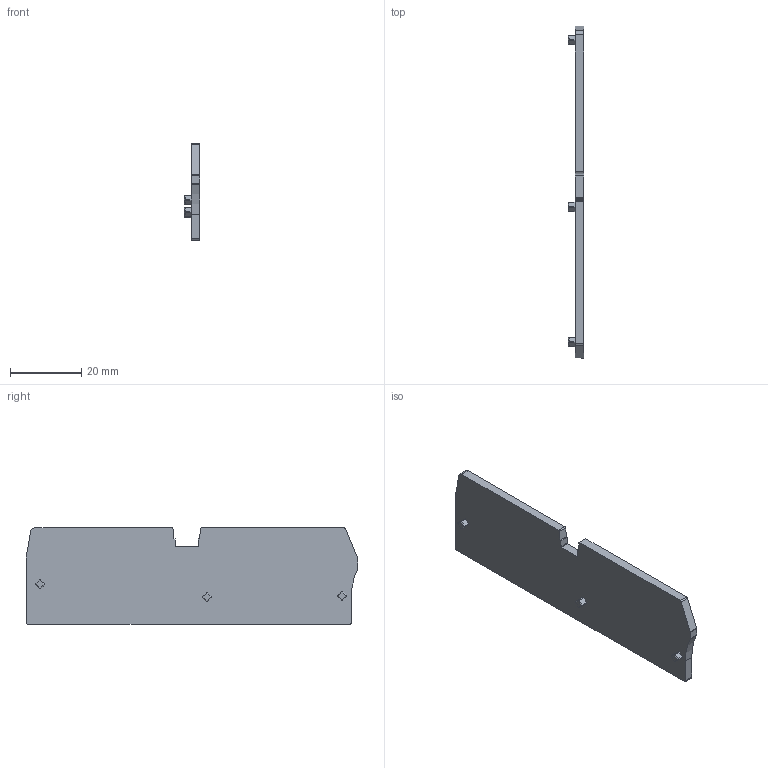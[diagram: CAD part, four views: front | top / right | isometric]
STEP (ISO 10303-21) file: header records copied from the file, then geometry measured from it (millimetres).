
FILE_DESCRIPTION(('CATIA V5 STEP Exchange','CAx-IF Rec.Pracs.--- Model Styling and Organization---1.4--- 2014-01-23'),'2;1');
FILE_NAME ('022702-2_1', '2022-01-06T12:43:57+00:00', ('none'), ('Weidmueller'), 'CATIA Version 5-6 Release 2016 SP3 HF44', 'CATIA V5 STEP AP214', 'none');
FILE_SCHEMA(('AUTOMOTIVE_DESIGN { 1 0 10303 214 1 1 1 1 }'));
Length unit declared in the file: millimetre
Products named in the file (1): 1816080000
Bounding box: 4.45 x 92.95 x 27 mm (x, y, z)
Volume: 6082.9 mm3; surface area: 5496 mm2
Topology: 1 solids, 1 shells, 67 faces, 186 edges, 124 vertices
Faces by surface type: plane 44, cylinder 23
Entity records: 2165 total; most frequent: CARTESIAN_POINT 486, ORIENTED_EDGE 372, DIRECTION 284, EDGE_CURVE 186, VERTEX_POINT 124, VECTOR 116, LINE 116, AXIS2_PLACEMENT_3D 102
